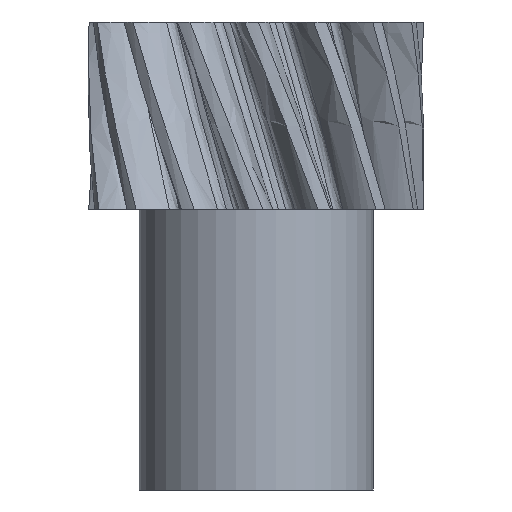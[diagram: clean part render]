
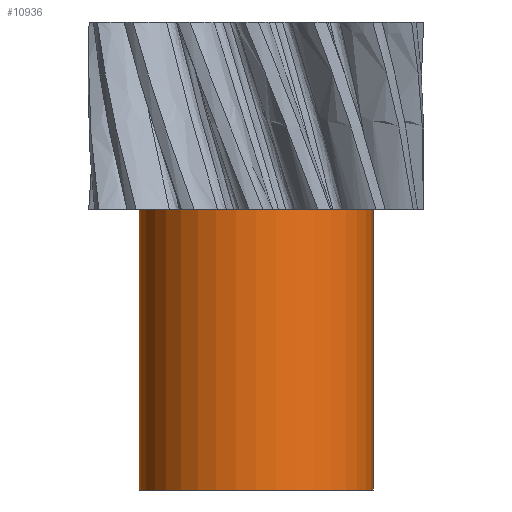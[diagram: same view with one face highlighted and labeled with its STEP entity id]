
A CAD part, front view. The second image highlights one B-rep face of the part: STEP entity #10936.
In plain terms, the highlighted cylindrical face has radius 25 mm (diameter 50 mm), a partial arc.
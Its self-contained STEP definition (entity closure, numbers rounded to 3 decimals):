
#60 = EDGE_CURVE ( 'NONE', #491, #442, #10802, .T. ) ;
#442 = VERTEX_POINT ( 'NONE', #1751 ) ;
#444 = EDGE_CURVE ( 'NONE', #472, #442, #1752, .T. ) ;
#472 = VERTEX_POINT ( 'NONE', #2353 ) ;
#491 = VERTEX_POINT ( 'NONE', #2348 ) ;
#497 = VERTEX_POINT ( 'NONE', #3004 ) ;
#543 = EDGE_CURVE ( 'NONE', #497, #491, #4013, .T. ) ;
#1734 = DIRECTION ( 'NONE',  ( 0., 0., 1. ) ) ;
#1735 = CARTESIAN_POINT ( 'NONE',  ( 25., 0., -60. ) ) ;
#1746 = VECTOR ( 'NONE', #1734, 1000. ) ;
#1751 = CARTESIAN_POINT ( 'NONE',  ( 25., 0., 0. ) ) ;
#1752 = LINE ( 'NONE', #1735, #1746 ) ;
#2348 = CARTESIAN_POINT ( 'NONE',  ( -25., 0., 0. ) ) ;
#2353 = CARTESIAN_POINT ( 'NONE',  ( 25., 0., -60. ) ) ;
#3004 = CARTESIAN_POINT ( 'NONE',  ( -25., 0., -60. ) ) ;
#3981 = DIRECTION ( 'NONE',  ( 0., 0., 1. ) ) ;
#3982 = VECTOR ( 'NONE', #3981, 1000. ) ;
#3986 = CARTESIAN_POINT ( 'NONE',  ( -25., 0., -60. ) ) ;
#4013 = LINE ( 'NONE', #3986, #3982 ) ;
#5185 = CYLINDRICAL_SURFACE ( 'NONE', #5292, 25. ) ;
#5189 = FACE_OUTER_BOUND ( 'NONE', #10947, .T. ) ;
#5191 = DIRECTION ( 'NONE',  ( 0., 0., 1. ) ) ;
#5192 = CARTESIAN_POINT ( 'NONE',  ( 0., 0., -60. ) ) ;
#5290 = DIRECTION ( 'NONE',  ( 1., 0., 0. ) ) ;
#5292 = AXIS2_PLACEMENT_3D ( 'NONE', #5192, #5191, #5290 ) ;
#6648 = DIRECTION ( 'NONE',  ( 1., 0., 0. ) ) ;
#6649 = DIRECTION ( 'NONE',  ( 0., 0., 1. ) ) ;
#6650 = CARTESIAN_POINT ( 'NONE',  ( 0., 0., -60. ) ) ;
#6651 = AXIS2_PLACEMENT_3D ( 'NONE', #6650, #6649, #6648 ) ;
#6661 = CIRCLE ( 'NONE', #6651, 25. ) ;
#10775 = DIRECTION ( 'NONE',  ( 0., 0., 1. ) ) ;
#10788 = CARTESIAN_POINT ( 'NONE',  ( 0., 0., 0. ) ) ;
#10794 = DIRECTION ( 'NONE',  ( 1., 0., 0. ) ) ;
#10802 = CIRCLE ( 'NONE', #10806, 25. ) ;
#10806 = AXIS2_PLACEMENT_3D ( 'NONE', #10788, #10775, #10794 ) ;
#10931 = ORIENTED_EDGE ( 'NONE', *, *, #543, .F. ) ;
#10936 = ADVANCED_FACE ( 'NONE', ( #5189 ), #5185, .T. ) ;
#10947 = EDGE_LOOP ( 'NONE', ( #10931, #10950, #11036, #11029 ) ) ;
#10950 = ORIENTED_EDGE ( 'NONE', *, *, #11064, .T. ) ;
#11029 = ORIENTED_EDGE ( 'NONE', *, *, #60, .F. ) ;
#11036 = ORIENTED_EDGE ( 'NONE', *, *, #444, .T. ) ;
#11064 = EDGE_CURVE ( 'NONE', #497, #472, #6661, .T. ) ;
